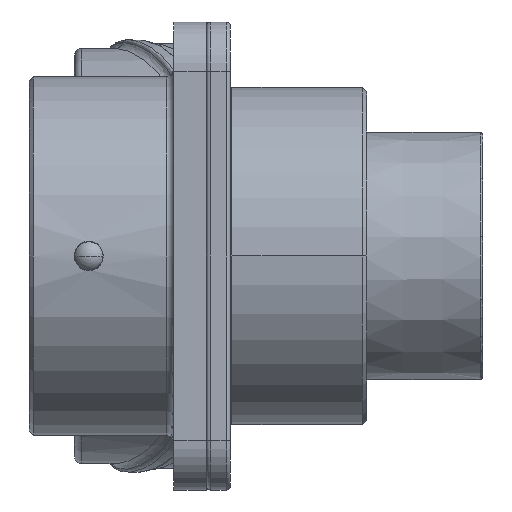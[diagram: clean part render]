
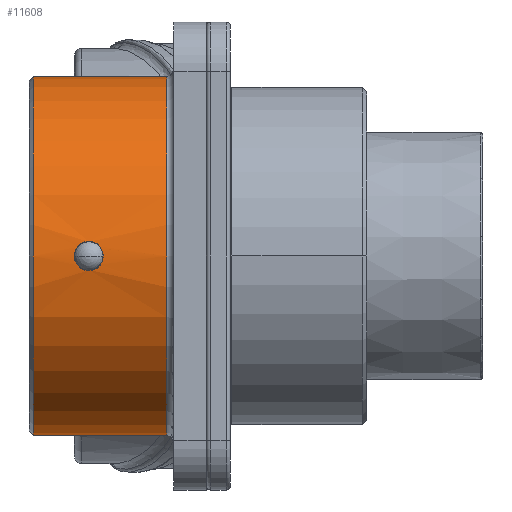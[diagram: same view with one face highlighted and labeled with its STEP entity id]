
A CAD part, left-side view. The second image highlights one B-rep face of the part: STEP entity #11608.
In plain terms, the highlighted cylindrical face has radius 12.65 mm (diameter 25.3 mm), a partial arc.
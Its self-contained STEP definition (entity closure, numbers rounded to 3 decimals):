
#45=DIRECTION('',(0.,1.,0.));
#46=VECTOR('',#45,9.4);
#47=CARTESIAN_POINT('',(0.,-16.2,12.65));
#48=LINE('',#47,#46);
#49=DIRECTION('',(0.,-1.,0.));
#50=VECTOR('',#49,9.4);
#51=CARTESIAN_POINT('',(0.,-6.8,-12.65));
#52=LINE('',#51,#50);
#732=CARTESIAN_POINT('',(0.,-16.2,0.));
#733=DIRECTION('',(0.,-1.,0.));
#734=DIRECTION('',(0.,0.,1.));
#735=AXIS2_PLACEMENT_3D('',#732,#733,#734);
#737=CARTESIAN_POINT('',(-12.64,-11.543,
0.54));
#738=CARTESIAN_POINT('',(-12.636,-11.487,
0.625));
#739=CARTESIAN_POINT('',(-12.627,-11.365,
0.764));
#740=CARTESIAN_POINT('',(-12.617,-11.125,
0.921));
#741=CARTESIAN_POINT('',(-12.61,-10.846,1.003));
#742=CARTESIAN_POINT('',(-12.61,-10.562,1.004));
#743=CARTESIAN_POINT('',(-12.616,-10.28,
0.923));
#744=CARTESIAN_POINT('',(-12.627,-10.039,
0.768));
#745=CARTESIAN_POINT('',(-12.635,-9.911,
0.623));
#746=CARTESIAN_POINT('',(-12.639,-9.857,
0.539));
#748=CARTESIAN_POINT('',(-12.639,-9.857,
-0.539));
#749=CARTESIAN_POINT('',(-12.635,-9.913,
-0.625));
#750=CARTESIAN_POINT('',(-12.627,-10.044,
-0.772));
#751=CARTESIAN_POINT('',(-12.616,-10.284,
-0.924));
#752=CARTESIAN_POINT('',(-12.61,-10.564,
-1.004));
#753=CARTESIAN_POINT('',(-12.61,-10.847,
-1.003));
#754=CARTESIAN_POINT('',(-12.617,-11.126,
-0.92));
#755=CARTESIAN_POINT('',(-12.627,-11.365,
-0.764));
#756=CARTESIAN_POINT('',(-12.636,-11.488,
-0.623));
#757=CARTESIAN_POINT('',(-12.64,-11.541,
-0.542));
#759=CARTESIAN_POINT('',(-12.64,-11.543,
0.54));
#760=CARTESIAN_POINT('',(-12.64,-11.542,
0.54));
#761=CARTESIAN_POINT('',(-12.638,-11.549,
0.532));
#762=CARTESIAN_POINT('',(-12.639,-11.55,
0.529));
#763=CARTESIAN_POINT('',(-12.639,-11.552,
0.525));
#764=CARTESIAN_POINT('',(-12.639,-11.553,
0.524));
#770=CARTESIAN_POINT('',(0.,-6.8,0.));
#771=DIRECTION('',(0.,-1.,0.));
#772=DIRECTION('',(0.,0.,1.));
#773=AXIS2_PLACEMENT_3D('',#770,#771,#772);
#902=CARTESIAN_POINT('',(-12.639,-9.857,
-0.539));
#903=CARTESIAN_POINT('',(-12.642,-9.798,
-0.456));
#904=CARTESIAN_POINT('',(-12.648,-9.711,
-0.284));
#905=CARTESIAN_POINT('',(-12.651,-9.665,
0.));
#906=CARTESIAN_POINT('',(-12.648,-9.711,
0.284));
#907=CARTESIAN_POINT('',(-12.642,-9.798,
0.456));
#908=CARTESIAN_POINT('',(-12.639,-9.857,
0.539));
#915=CARTESIAN_POINT('',(-12.639,-11.553,
0.524));
#916=CARTESIAN_POINT('',(-12.643,-11.61,
0.442));
#917=CARTESIAN_POINT('',(-12.648,-11.693,
0.271));
#918=CARTESIAN_POINT('',(-12.651,-11.735,
-0.011));
#919=CARTESIAN_POINT('',(-12.647,-11.687,
-0.291));
#920=CARTESIAN_POINT('',(-12.643,-11.6,
-0.461));
#921=CARTESIAN_POINT('',(-12.64,-11.541,
-0.542));
#928=CARTESIAN_POINT('',(-12.64,-11.541,
-0.542));
#8880=CARTESIAN_POINT('',(0.,-16.2,12.65));
#8881=CARTESIAN_POINT('',(0.,-6.8,12.65));
#8882=VERTEX_POINT('',#8880);
#8883=VERTEX_POINT('',#8881);
#8884=CARTESIAN_POINT('',(0.,-6.8,-12.65));
#8885=VERTEX_POINT('',#8884);
#8886=CARTESIAN_POINT('',(0.,-16.2,-12.65));
#8887=VERTEX_POINT('',#8886);
#10820=VERTEX_POINT('',#759);
#10821=VERTEX_POINT('',#764);
#10823=CARTESIAN_POINT('',(-12.639,-9.857,
0.539));
#10825=VERTEX_POINT('',#10823);
#10828=VERTEX_POINT('',#928);
#10829=CARTESIAN_POINT('',(-12.639,-9.857,
-0.539));
#10830=VERTEX_POINT('',#10829);
#11584=CARTESIAN_POINT('',(0.,-16.388,0.));
#11585=DIRECTION('',(0.,1.,0.));
#11586=DIRECTION('',(0.,0.,-1.));
#11587=AXIS2_PLACEMENT_3D('',#11584,#11585,#11586);
#11588=CYLINDRICAL_SURFACE('',#11587,12.65);
#11589=ORIENTED_EDGE('',*,*,#11573,.T.);
#11590=ORIENTED_EDGE('',*,*,#10875,.F.);
#11592=ORIENTED_EDGE('',*,*,#11591,.F.);
#11593=ORIENTED_EDGE('',*,*,#10871,.F.);
#11594=EDGE_LOOP('',(#11589,#11590,#11592,#11593));
#11595=FACE_OUTER_BOUND('',#11594,.F.);
#11597=ORIENTED_EDGE('',*,*,#11596,.T.);
#11599=ORIENTED_EDGE('',*,*,#11598,.F.);
#11601=ORIENTED_EDGE('',*,*,#11600,.T.);
#11603=ORIENTED_EDGE('',*,*,#11602,.F.);
#11605=ORIENTED_EDGE('',*,*,#11604,.F.);
#11606=EDGE_LOOP('',(#11597,#11599,#11601,#11603,#11605));
#11607=FACE_BOUND('',#11606,.F.);
#11608=ADVANCED_FACE('',(#11595,#11607),#11588,.T.);
#736=CIRCLE('',#735,12.65);
#747=B_SPLINE_CURVE_WITH_KNOTS('',3,(#737,#738,#739,#740,#741,#742,#743,#744,
#745,#746),.UNSPECIFIED.,.F.,.F.,(4,1,1,1,1,1,1,4),(0.,0.143,
0.286,0.429,0.571,0.714,
0.857,1.),.UNSPECIFIED.);
#758=B_SPLINE_CURVE_WITH_KNOTS('',3,(#748,#749,#750,#751,#752,#753,#754,#755,
#756,#757),.UNSPECIFIED.,.F.,.F.,(4,1,1,1,1,1,1,4),(0.,0.143,
0.286,0.429,0.571,0.714,
0.857,1.),.UNSPECIFIED.);
#765=B_SPLINE_CURVE_WITH_KNOTS('',3,(#759,#760,#761,#762,#763,#764),
.UNSPECIFIED.,.F.,.F.,(4,1,1,4),(0.,0.333,0.667,1.),
.UNSPECIFIED.);
#774=CIRCLE('',#773,12.65);
#909=B_SPLINE_CURVE_WITH_KNOTS('',3,(#902,#903,#904,#905,#906,#907,#908),
.UNSPECIFIED.,.F.,.F.,(4,1,1,1,4),(0.,0.25,0.5,0.75,1.),
.UNSPECIFIED.);
#922=B_SPLINE_CURVE_WITH_KNOTS('',3,(#915,#916,#917,#918,#919,#920,#921),
.UNSPECIFIED.,.F.,.F.,(4,1,1,1,4),(0.,0.25,0.5,0.75,1.),
.UNSPECIFIED.);
#10871=EDGE_CURVE('',#8882,#8883,#48,.T.);
#10875=EDGE_CURVE('',#8885,#8887,#52,.T.);
#11573=EDGE_CURVE('',#8882,#8887,#736,.T.);
#11591=EDGE_CURVE('',#8883,#8885,#774,.T.);
#11596=EDGE_CURVE('',#10820,#10825,#747,.T.);
#11598=EDGE_CURVE('',#10830,#10825,#909,.T.);
#11600=EDGE_CURVE('',#10830,#10828,#758,.T.);
#11602=EDGE_CURVE('',#10821,#10828,#922,.T.);
#11604=EDGE_CURVE('',#10820,#10821,#765,.T.);
